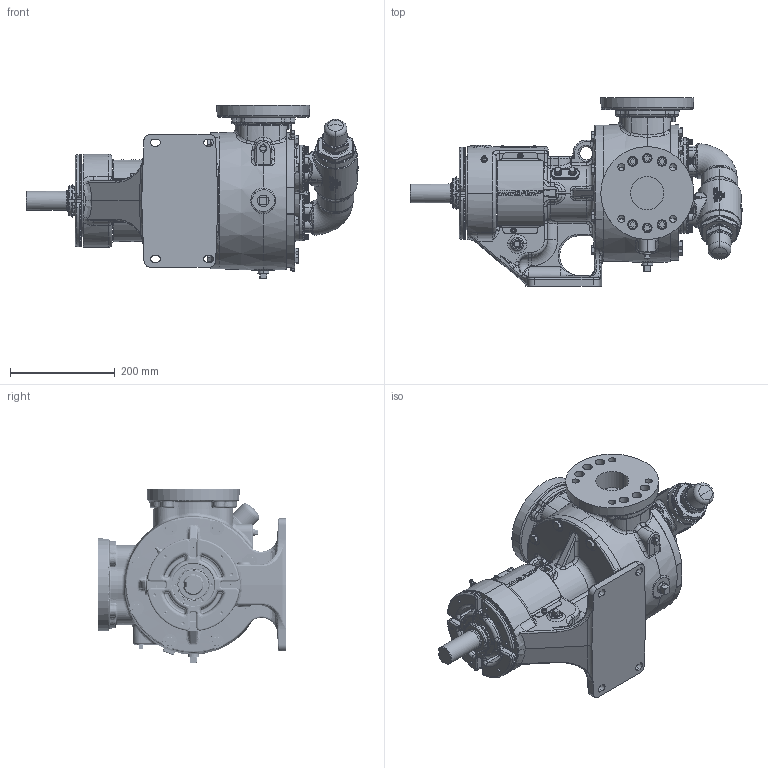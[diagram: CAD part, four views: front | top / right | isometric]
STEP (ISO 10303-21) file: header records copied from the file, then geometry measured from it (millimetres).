
FILE_DESCRIPTION (( 'STEP AP214' ), '1' );
FILE_NAME ('LV-4790.step', '2025-12-05T02:23:15', ( '' ), ( '' ), 'SwSTEP 2.0', 'SolidWorks 2024', '' );
FILE_SCHEMA (( 'AUTOMOTIVE_DESIGN' ));
Products named in the file (1): LV-4790
Bounding box: 635.25 x 360.36 x 331.53 mm (x, y, z)
Volume: 16168679.8 mm3; surface area: 938725.3 mm2
Topology: 1 solids, 1 shells, 5694 faces, 14480 edges, 8954 vertices
Faces by surface type: plane 1860, bspline 1566, cylinder 1193, cone 723, torus 274, sphere 78
Entity records: 239293 total; most frequent: CARTESIAN_POINT 114729, ORIENTED_EDGE 28682, DIRECTION 22109, EDGE_CURVE 14341, VERTEX_POINT 8951, AXIS2_PLACEMENT_3D 8354, EDGE_LOOP 6036, ADVANCED_FACE 5694
